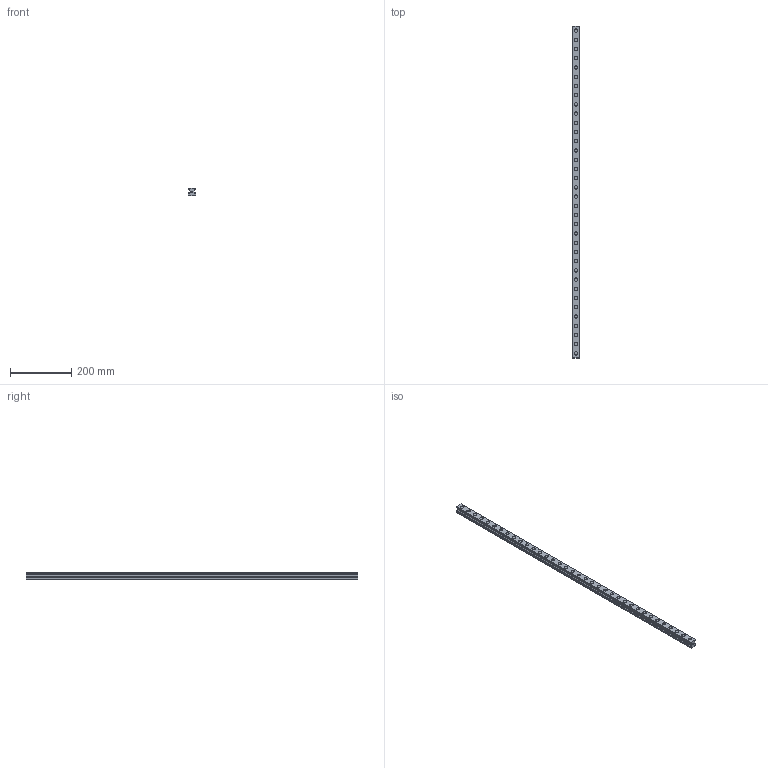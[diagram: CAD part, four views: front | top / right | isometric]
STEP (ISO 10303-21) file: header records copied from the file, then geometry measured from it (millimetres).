
FILE_DESCRIPTION(('STEP AP214'),'1');
FILE_NAME('cctmp_4A4CE2CD-7506-4AA1-84B7-9753E5F78282_2021_03_10_17_32_47_0593..stp','2021-03-10T16:32:47',('HIWIN GmbH'),('CADClick - www.CADClick.com'),'Spatial InterOp 3D',' ','unknown authorization');
FILE_SCHEMA(('AUTOMOTIVE_DESIGN'));
Length unit declared in the file: millimetre
Products named in the file (1): RGR25R1080H_FILE
Bounding box: 23 x 1080 x 23.6 mm (x, y, z)
Volume: 433099.5 mm3; surface area: 134589.3 mm2
Topology: 1 solids, 1 shells, 441 faces, 981 edges, 654 vertices
Faces by surface type: cylinder 234, plane 207
Entity records: 15955 total; most frequent: DIRECTION 2333, CARTESIAN_POINT 2077, ORIENTED_EDGE 1962, EDGE_CURVE 981, AXIS2_PLACEMENT_3D 910, VERTEX_POINT 654, EDGE_LOOP 553, LINE 513
